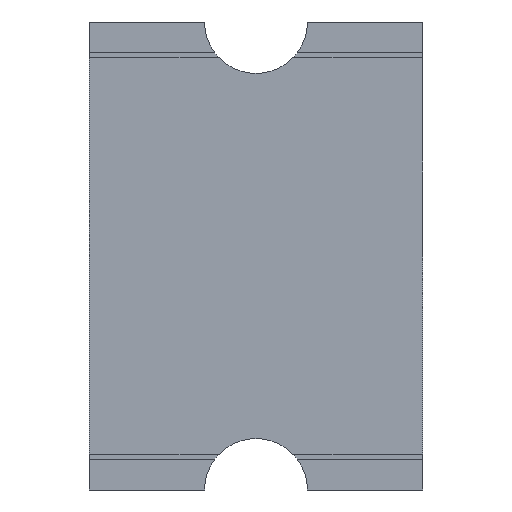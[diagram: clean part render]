
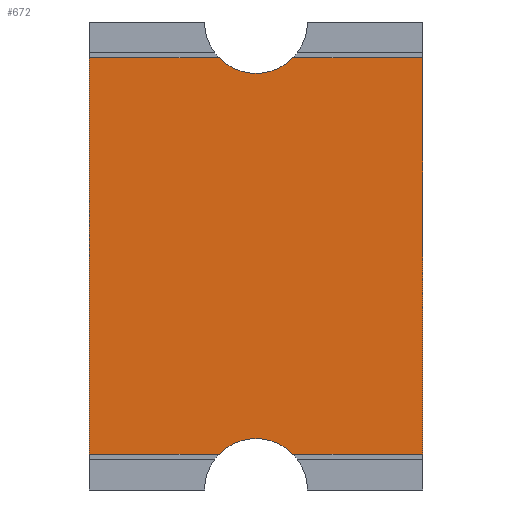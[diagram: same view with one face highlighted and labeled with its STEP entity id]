
A CAD part, front view. The second image highlights one B-rep face of the part: STEP entity #672.
In plain terms, the highlighted planar face has unit normal (0, -1, 0).
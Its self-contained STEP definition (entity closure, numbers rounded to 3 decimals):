
#203 = VERTEX_POINT ( 'NONE', #6126 ) ;
#251 = VERTEX_POINT ( 'NONE', #1309 ) ;
#255 = CARTESIAN_POINT ( 'NONE',  ( 0.357, 0., 1.925 ) ) ;
#297 = LINE ( 'NONE', #2815, #5893 ) ;
#315 = DIRECTION ( 'NONE',  ( 0.714, 0., 0.7 ) ) ;
#338 = ORIENTED_EDGE ( 'NONE', *, *, #4684, .F. ) ;
#473 = EDGE_CURVE ( 'NONE', #203, #3717, #600, .T. ) ;
#540 = ORIENTED_EDGE ( 'NONE', *, *, #5300, .F. ) ;
#597 = VECTOR ( 'NONE', #1125, 1000. ) ;
#600 = LINE ( 'NONE', #2675, #2438 ) ;
#658 = CARTESIAN_POINT ( 'NONE',  ( -1.62, 0., -1.925 ) ) ;
#672 = ADVANCED_FACE ( 'NONE', ( #2138 ), #4770, .F. ) ;
#763 = CIRCLE ( 'NONE', #3625, 0.5 ) ;
#951 = DIRECTION ( 'NONE',  ( 1., 0., 0. ) ) ;
#983 = CARTESIAN_POINT ( 'NONE',  ( -1.62, 0., -1.925 ) ) ;
#1041 = DIRECTION ( 'NONE',  ( 0., 1., 0. ) ) ;
#1048 = DIRECTION ( 'NONE',  ( 0., -1., 0. ) ) ;
#1125 = DIRECTION ( 'NONE',  ( 1., 0., 0. ) ) ;
#1223 = DIRECTION ( 'NONE',  ( 1., 0., 0. ) ) ;
#1309 = CARTESIAN_POINT ( 'NONE',  ( -0.357, 0., 1.925 ) ) ;
#1497 = AXIS2_PLACEMENT_3D ( 'NONE', #4300, #2873, #4256 ) ;
#1571 = CARTESIAN_POINT ( 'NONE',  ( -0.357, 0., -1.925 ) ) ;
#1760 = DIRECTION ( 'NONE',  ( 0., 0., -1. ) ) ;
#1960 = CARTESIAN_POINT ( 'NONE',  ( 0., 0., 0. ) ) ;
#2022 = DIRECTION ( 'NONE',  ( 1., 0., 0. ) ) ;
#2038 = VERTEX_POINT ( 'NONE', #2195 ) ;
#2138 = FACE_OUTER_BOUND ( 'NONE', #4874, .T. ) ;
#2195 = CARTESIAN_POINT ( 'NONE',  ( -1.62, 0., -1.925 ) ) ;
#2212 = EDGE_CURVE ( 'NONE', #3006, #2418, #2746, .T. ) ;
#2233 = VERTEX_POINT ( 'NONE', #4347 ) ;
#2418 = VERTEX_POINT ( 'NONE', #1571 ) ;
#2438 = VECTOR ( 'NONE', #1760, 1000. ) ;
#2675 = CARTESIAN_POINT ( 'NONE',  ( 1.62, 0., 1.925 ) ) ;
#2725 = AXIS2_PLACEMENT_3D ( 'NONE', #4387, #1048, #4756 ) ;
#2746 = CIRCLE ( 'NONE', #2725, 0.5 ) ;
#2815 = CARTESIAN_POINT ( 'NONE',  ( -1.62, 0., 1.925 ) ) ;
#2823 = ORIENTED_EDGE ( 'NONE', *, *, #4169, .T. ) ;
#2873 = DIRECTION ( 'NONE',  ( 0., -1., 0. ) ) ;
#2882 = VECTOR ( 'NONE', #2933, 1000. ) ;
#2933 = DIRECTION ( 'NONE',  ( 1., 0., 0. ) ) ;
#3006 = VERTEX_POINT ( 'NONE', #3778 ) ;
#3057 = VERTEX_POINT ( 'NONE', #255 ) ;
#3143 = EDGE_CURVE ( 'NONE', #5129, #3006, #763, .T. ) ;
#3483 = ORIENTED_EDGE ( 'NONE', *, *, #473, .F. ) ;
#3597 = LINE ( 'NONE', #658, #4691 ) ;
#3625 = AXIS2_PLACEMENT_3D ( 'NONE', #5537, #4492, #315 ) ;
#3666 = EDGE_CURVE ( 'NONE', #2038, #2233, #3597, .T. ) ;
#3717 = VERTEX_POINT ( 'NONE', #5769 ) ;
#3778 = CARTESIAN_POINT ( 'NONE',  ( 0., 0., -1.775 ) ) ;
#3912 = AXIS2_PLACEMENT_3D ( 'NONE', #1960, #1041, #2022 ) ;
#4017 = EDGE_CURVE ( 'NONE', #2038, #2418, #4109, .T. ) ;
#4109 = LINE ( 'NONE', #983, #2882 ) ;
#4169 = EDGE_CURVE ( 'NONE', #5129, #3717, #5011, .T. ) ;
#4247 = CIRCLE ( 'NONE', #1497, 0.5 ) ;
#4256 = DIRECTION ( 'NONE',  ( -0.714, 0., -0.7 ) ) ;
#4300 = CARTESIAN_POINT ( 'NONE',  ( 0., 0., 2.275 ) ) ;
#4347 = CARTESIAN_POINT ( 'NONE',  ( -1.62, 0., 1.925 ) ) ;
#4362 = CARTESIAN_POINT ( 'NONE',  ( 0.357, 0., -1.925 ) ) ;
#4387 = CARTESIAN_POINT ( 'NONE',  ( 0., 0., -2.275 ) ) ;
#4427 = CARTESIAN_POINT ( 'NONE',  ( 0.357, 0., -1.925 ) ) ;
#4485 = ORIENTED_EDGE ( 'NONE', *, *, #4017, .T. ) ;
#4492 = DIRECTION ( 'NONE',  ( 0., -1., 0. ) ) ;
#4684 = EDGE_CURVE ( 'NONE', #2233, #251, #297, .T. ) ;
#4691 = VECTOR ( 'NONE', #5813, 1000. ) ;
#4756 = DIRECTION ( 'NONE',  ( 0.714, 0., 0.7 ) ) ;
#4770 = PLANE ( 'NONE',  #3912 ) ;
#4874 = EDGE_LOOP ( 'NONE', ( #5476, #2823, #3483, #540, #5926, #338, #5954, #4485, #5946 ) ) ;
#4898 = EDGE_CURVE ( 'NONE', #251, #3057, #4247, .T. ) ;
#5011 = LINE ( 'NONE', #4362, #597 ) ;
#5129 = VERTEX_POINT ( 'NONE', #4427 ) ;
#5300 = EDGE_CURVE ( 'NONE', #3057, #203, #5684, .T. ) ;
#5443 = CARTESIAN_POINT ( 'NONE',  ( 0.357, 0., 1.925 ) ) ;
#5476 = ORIENTED_EDGE ( 'NONE', *, *, #3143, .F. ) ;
#5537 = CARTESIAN_POINT ( 'NONE',  ( 0., 0., -2.275 ) ) ;
#5547 = VECTOR ( 'NONE', #1223, 1000. ) ;
#5684 = LINE ( 'NONE', #5443, #5547 ) ;
#5769 = CARTESIAN_POINT ( 'NONE',  ( 1.62, 0., -1.925 ) ) ;
#5813 = DIRECTION ( 'NONE',  ( 0., 0., 1. ) ) ;
#5893 = VECTOR ( 'NONE', #951, 1000. ) ;
#5926 = ORIENTED_EDGE ( 'NONE', *, *, #4898, .F. ) ;
#5946 = ORIENTED_EDGE ( 'NONE', *, *, #2212, .F. ) ;
#5954 = ORIENTED_EDGE ( 'NONE', *, *, #3666, .F. ) ;
#6126 = CARTESIAN_POINT ( 'NONE',  ( 1.62, 0., 1.925 ) ) ;
